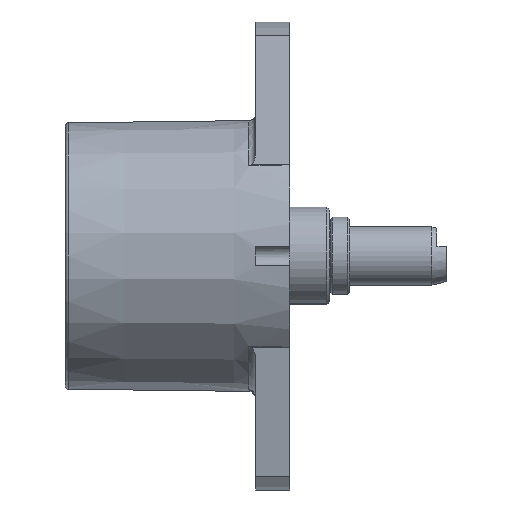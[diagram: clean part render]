
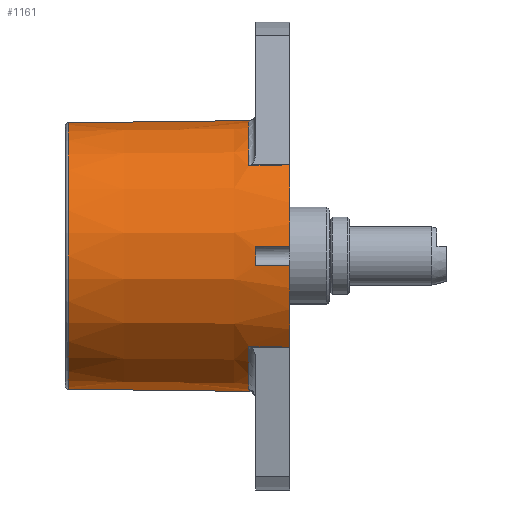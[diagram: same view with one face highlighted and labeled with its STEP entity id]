
A CAD part, left-side view. The second image highlights one B-rep face of the part: STEP entity #1161.
In plain terms, the highlighted conical face has half-angle 0.702 degrees and reference radius 13.94 mm.
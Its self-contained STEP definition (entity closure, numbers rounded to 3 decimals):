
#5 = VERTEX_POINT ( 'NONE', #2530 ) ;
#9 = VERTEX_POINT ( 'NONE', #2526 ) ;
#14 = VERTEX_POINT ( 'NONE', #351 ) ;
#16 = VERTEX_POINT ( 'NONE', #353 ) ;
#17 = VERTEX_POINT ( 'NONE', #354 ) ;
#107 = CARTESIAN_POINT ( 'NONE',  ( -10.342, 5.623, 9.347 ) ) ;
#108 = CARTESIAN_POINT ( 'NONE',  ( -13.862, 9.123, 0.99 ) ) ;
#112 = CARTESIAN_POINT ( 'NONE',  ( -10.342, 9.815, 9.271 ) ) ;
#114 = CARTESIAN_POINT ( 'NONE',  ( 0., 9.815, 13.889 ) ) ;
#118 = CARTESIAN_POINT ( 'NONE',  ( -13.904, 5.623, -0.995 ) ) ;
#119 = CARTESIAN_POINT ( 'NONE',  ( -13.862, 9.123, -0.99 ) ) ;
#232 = DIRECTION ( 'NONE',  ( 0., -1., 0. ) ) ;
#246 = CARTESIAN_POINT ( 'NONE',  ( 0., 5.623, 0. ) ) ;
#247 = FACE_OUTER_BOUND ( 'NONE', #2543, .T. ) ;
#257 = DIRECTION ( 'NONE',  ( 0., 0., 1. ) ) ;
#304 = ORIENTED_EDGE ( 'NONE', *, *, #1450, .F. ) ;
#306 = ORIENTED_EDGE ( 'NONE', *, *, #1440, .F. ) ;
#308 = ORIENTED_EDGE ( 'NONE', *, *, #1457, .T. ) ;
#310 = ORIENTED_EDGE ( 'NONE', *, *, #1458, .F. ) ;
#314 = ORIENTED_EDGE ( 'NONE', *, *, #2466, .T. ) ;
#315 = ORIENTED_EDGE ( 'NONE', *, *, #1535, .T. ) ;
#318 = ORIENTED_EDGE ( 'NONE', *, *, #1447, .T. ) ;
#319 = ORIENTED_EDGE ( 'NONE', *, *, #2451, .T. ) ;
#322 = ORIENTED_EDGE ( 'NONE', *, *, #1643, .F. ) ;
#323 = ORIENTED_EDGE ( 'NONE', *, *, #1439, .F. ) ;
#327 = ORIENTED_EDGE ( 'NONE', *, *, #1479, .T. ) ;
#343 = ORIENTED_EDGE ( 'NONE', *, *, #1500, .T. ) ;
#351 = CARTESIAN_POINT ( 'NONE',  ( 0., 28.327, -13.662 ) ) ;
#353 = CARTESIAN_POINT ( 'NONE',  ( -13.904, 5.623, 0.995 ) ) ;
#354 = CARTESIAN_POINT ( 'NONE',  ( 0., 9.815, -13.889 ) ) ;
#370 = VERTEX_POINT ( 'NONE', #107 ) ;
#371 = VERTEX_POINT ( 'NONE', #108 ) ;
#375 = VERTEX_POINT ( 'NONE', #112 ) ;
#377 = VERTEX_POINT ( 'NONE', #114 ) ;
#381 = VERTEX_POINT ( 'NONE', #118 ) ;
#382 = VERTEX_POINT ( 'NONE', #119 ) ;
#440 = VERTEX_POINT ( 'NONE', #3495 ) ;
#542 = VECTOR ( 'NONE', #3176, 1000. ) ;
#963 = CARTESIAN_POINT ( 'NONE',  ( 0., 28.327, 0. ) ) ;
#964 = DIRECTION ( 'NONE',  ( 0., -1., 0. ) ) ;
#965 = DIRECTION ( 'NONE',  ( 0., 0., 1. ) ) ;
#1010 = CARTESIAN_POINT ( 'NONE',  ( 0., 9.123, 0. ) ) ;
#1011 = DIRECTION ( 'NONE',  ( 0., 1., 0. ) ) ;
#1012 = DIRECTION ( 'NONE',  ( 0., 0., 1. ) ) ;
#1161 = ADVANCED_FACE ( 'NONE', ( #247 ), #1785, .T. ) ;
#1272 = CARTESIAN_POINT ( 'NONE',  ( -10.342, 6.223, 9.336 ) ) ;
#1284 = CARTESIAN_POINT ( 'NONE',  ( -10.342, 5.623, 9.347 ) ) ;
#1287 = CARTESIAN_POINT ( 'NONE',  ( -10.342, 6.823, 9.325 ) ) ;
#1288 = CARTESIAN_POINT ( 'NONE',  ( -10.342, 7.423, 9.315 ) ) ;
#1289 = CARTESIAN_POINT ( 'NONE',  ( -10.342, 8.221, 9.3 ) ) ;
#1290 = CARTESIAN_POINT ( 'NONE',  ( -10.342, 9.018, 9.285 ) ) ;
#1291 = CARTESIAN_POINT ( 'NONE',  ( -10.342, 9.815, 9.271 ) ) ;
#1439 = EDGE_CURVE ( 'NONE', #370, #16, #1953, .T. ) ;
#1440 = EDGE_CURVE ( 'NONE', #9, #377, #2083, .T. ) ;
#1447 = EDGE_CURVE ( 'NONE', #17, #5, #1972, .T. ) ;
#1450 = EDGE_CURVE ( 'NONE', #381, #440, #1984, .T. ) ;
#1457 = EDGE_CURVE ( 'NONE', #5, #440, #3841, .T. ) ;
#1458 = EDGE_CURVE ( 'NONE', #382, #381, #3843, .T. ) ;
#1479 = EDGE_CURVE ( 'NONE', #370, #375, #3825, .T. ) ;
#1500 = EDGE_CURVE ( 'NONE', #375, #377, #4847, .T. ) ;
#1535 = EDGE_CURVE ( 'NONE', #14, #17, #3167, .T. ) ;
#1643 = EDGE_CURVE ( 'NONE', #16, #371, #3822, .T. ) ;
#1785 = CONICAL_SURFACE ( 'NONE', #1790, 13.94, 0.012 ) ;
#1790 = AXIS2_PLACEMENT_3D ( 'NONE', #246, #232, #257 ) ;
#1953 = CIRCLE ( 'NONE', #1959, 13.94 ) ;
#1954 = VECTOR ( 'NONE', #2087, 1000. ) ;
#1959 = AXIS2_PLACEMENT_3D ( 'NONE', #2084, #2085, #2086 ) ;
#1972 = CIRCLE ( 'NONE', #1975, 13.889 ) ;
#1975 = AXIS2_PLACEMENT_3D ( 'NONE', #2119, #2120, #2121 ) ;
#1983 = AXIS2_PLACEMENT_3D ( 'NONE', #2142, #2143, #2144 ) ;
#1984 = CIRCLE ( 'NONE', #1983, 13.94 ) ;
#2079 = CARTESIAN_POINT ( 'NONE',  ( 0., 5.623, 13.94 ) ) ;
#2083 = LINE ( 'NONE', #2079, #1954 ) ;
#2084 = CARTESIAN_POINT ( 'NONE',  ( 0., 5.623, 0. ) ) ;
#2085 = DIRECTION ( 'NONE',  ( 0., -1., 0. ) ) ;
#2086 = DIRECTION ( 'NONE',  ( 0., 0., 1. ) ) ;
#2087 = DIRECTION ( 'NONE',  ( 0., -1., 0.012 ) ) ;
#2119 = CARTESIAN_POINT ( 'NONE',  ( 0., 9.815, 0. ) ) ;
#2120 = DIRECTION ( 'NONE',  ( 0., 1., 0. ) ) ;
#2121 = DIRECTION ( 'NONE',  ( 0., 0., 1. ) ) ;
#2142 = CARTESIAN_POINT ( 'NONE',  ( 0., 5.623, 0. ) ) ;
#2143 = DIRECTION ( 'NONE',  ( 0., -1., 0. ) ) ;
#2144 = DIRECTION ( 'NONE',  ( 0., 0., 1. ) ) ;
#2155 = CARTESIAN_POINT ( 'NONE',  ( -10.342, 9.815, -9.271 ) ) ;
#2173 = CARTESIAN_POINT ( 'NONE',  ( -13.862, 9.123, -0.99 ) ) ;
#2177 = CARTESIAN_POINT ( 'NONE',  ( -10.342, 9.018, -9.285 ) ) ;
#2181 = CARTESIAN_POINT ( 'NONE',  ( -13.87, 8.463, -0.992 ) ) ;
#2182 = CARTESIAN_POINT ( 'NONE',  ( -10.342, 8.221, -9.3 ) ) ;
#2183 = CARTESIAN_POINT ( 'NONE',  ( -10.342, 7.423, -9.315 ) ) ;
#2184 = CARTESIAN_POINT ( 'NONE',  ( -10.342, 6.823, -9.325 ) ) ;
#2185 = CARTESIAN_POINT ( 'NONE',  ( -10.342, 6.223, -9.336 ) ) ;
#2186 = CARTESIAN_POINT ( 'NONE',  ( -10.342, 5.623, -9.347 ) ) ;
#2189 = CARTESIAN_POINT ( 'NONE',  ( -13.878, 7.802, -0.993 ) ) ;
#2190 = CARTESIAN_POINT ( 'NONE',  ( -13.886, 7.141, -0.993 ) ) ;
#2191 = CARTESIAN_POINT ( 'NONE',  ( -13.892, 6.635, -0.994 ) ) ;
#2192 = CARTESIAN_POINT ( 'NONE',  ( -13.898, 6.129, -0.995 ) ) ;
#2193 = CARTESIAN_POINT ( 'NONE',  ( -13.904, 5.623, -0.995 ) ) ;
#2451 = EDGE_CURVE ( 'NONE', #9, #14, #3435, .T. ) ;
#2466 = EDGE_CURVE ( 'NONE', #382, #371, #3461, .T. ) ;
#2526 = CARTESIAN_POINT ( 'NONE',  ( 0., 28.327, 13.662 ) ) ;
#2530 = CARTESIAN_POINT ( 'NONE',  ( -10.342, 9.815, -9.271 ) ) ;
#2543 = EDGE_LOOP ( 'NONE', ( #319, #315, #318, #308, #304, #310, #314, #322, #323, #327, #343, #306 ) ) ;
#2908 = CARTESIAN_POINT ( 'NONE',  ( 0., 9.815, 0. ) ) ;
#2909 = DIRECTION ( 'NONE',  ( 0., 1., 0. ) ) ;
#2910 = DIRECTION ( 'NONE',  ( 0., 0., 1. ) ) ;
#3166 = CARTESIAN_POINT ( 'NONE',  ( 0., 5.623, -13.94 ) ) ;
#3167 = LINE ( 'NONE', #3166, #542 ) ;
#3176 = DIRECTION ( 'NONE',  ( 0., -1., -0.012 ) ) ;
#3435 = CIRCLE ( 'NONE', #3439, 13.662 ) ;
#3439 = AXIS2_PLACEMENT_3D ( 'NONE', #963, #964, #965 ) ;
#3461 = CIRCLE ( 'NONE', #3463, 13.897 ) ;
#3463 = AXIS2_PLACEMENT_3D ( 'NONE', #1010, #1011, #1012 ) ;
#3495 = CARTESIAN_POINT ( 'NONE',  ( -10.342, 5.623, -9.347 ) ) ;
#3822 = B_SPLINE_CURVE_WITH_KNOTS ( 'NONE', 3,
 ( #4561, #4562, #4567, #4568, #4569, #4570, #4571 ),
 .UNSPECIFIED., .F., .F.,
 ( 4, 3, 4 ),
 ( 0., 0.002, 0.004 ),
 .UNSPECIFIED. ) ;
#3825 = B_SPLINE_CURVE_WITH_KNOTS ( 'NONE', 3,
 ( #1284, #1272, #1287, #1288, #1289, #1290, #1291 ),
 .UNSPECIFIED., .F., .F.,
 ( 4, 3, 4 ),
 ( 0.026, 0.027, 0.03 ),
 .UNSPECIFIED. ) ;
#3841 = B_SPLINE_CURVE_WITH_KNOTS ( 'NONE', 3,
 ( #2155, #2177, #2182, #2183, #2184, #2185, #2186 ),
 .UNSPECIFIED., .F., .F.,
 ( 4, 3, 4 ),
 ( 0.025, 0.027, 0.029 ),
 .UNSPECIFIED. ) ;
#3843 = B_SPLINE_CURVE_WITH_KNOTS ( 'NONE', 3,
 ( #2173, #2181, #2189, #2190, #2191, #2192, #2193 ),
 .UNSPECIFIED., .F., .F.,
 ( 4, 3, 4 ),
 ( 0., 0.002, 0.004 ),
 .UNSPECIFIED. ) ;
#4561 = CARTESIAN_POINT ( 'NONE',  ( -13.904, 5.623, 0.995 ) ) ;
#4562 = CARTESIAN_POINT ( 'NONE',  ( -13.896, 6.284, 0.995 ) ) ;
#4567 = CARTESIAN_POINT ( 'NONE',  ( -13.888, 6.945, 0.994 ) ) ;
#4568 = CARTESIAN_POINT ( 'NONE',  ( -13.88, 7.605, 0.993 ) ) ;
#4569 = CARTESIAN_POINT ( 'NONE',  ( -13.874, 8.111, 0.992 ) ) ;
#4570 = CARTESIAN_POINT ( 'NONE',  ( -13.868, 8.617, 0.991 ) ) ;
#4571 = CARTESIAN_POINT ( 'NONE',  ( -13.862, 9.123, 0.99 ) ) ;
#4846 = AXIS2_PLACEMENT_3D ( 'NONE', #2908, #2909, #2910 ) ;
#4847 = CIRCLE ( 'NONE', #4846, 13.889 ) ;
